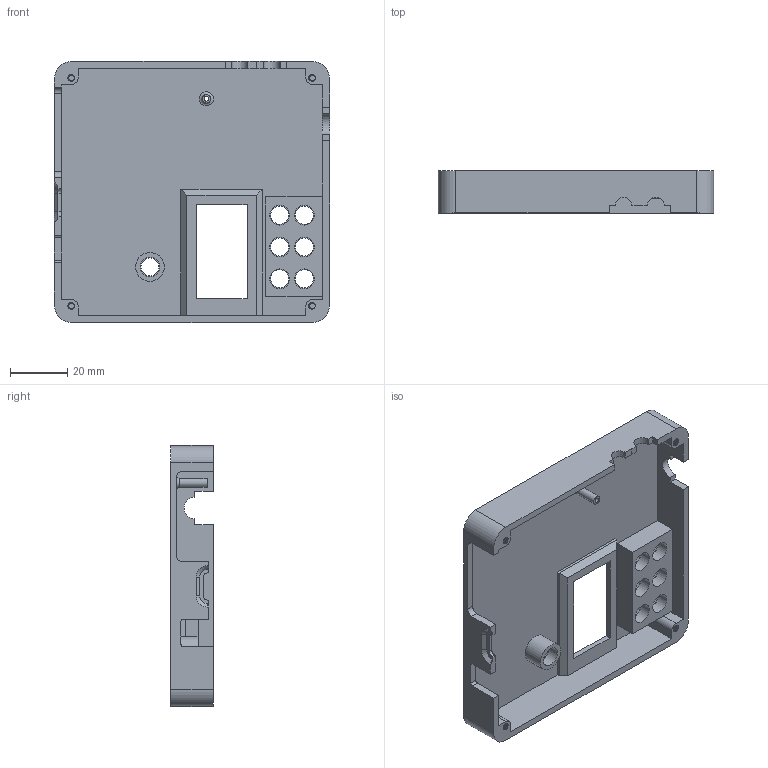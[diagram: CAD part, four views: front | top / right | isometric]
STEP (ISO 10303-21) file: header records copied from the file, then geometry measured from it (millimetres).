
FILE_DESCRIPTION(/* description */ (''),/* implementation_level */ '2;1');
FILE_NAME(/* name */ 'Mod17_revE_Top_Cover_With_Graphics.step',/* time_stamp */ '2023-07-10T07:38:22-04:00',/* author */ (''),/* organization */ (''),/* preprocessor_version */ 'ST-DEVELOPER v19.2',/* originating_system */ 'Autodesk Translation Framework v12.6.0.85',/* authorisation */ '');
FILE_SCHEMA (('AUTOMOTIVE_DESIGN { 1 0 10303 214 3 1 1 }'));
Length unit declared in the file: millimetre
Products named in the file (1): TopCover
Bounding box: 96 x 14.81 x 91.05 mm (x, y, z)
Volume: 31576.4 mm3; surface area: 27633.7 mm2
Topology: 1 solids, 1 shells, 562 faces, 1573 edges, 1046 vertices
Faces by surface type: plane 240, cylinder 222, bspline 97, cone 2, torus 1
Full cylindrical faces by diameter (mm): 1.626 x1, 2.075 x44, 2.58 x24, 3 x1, 6.3 x7, 6.9 x7, 10 x1
Entity records: 29387 total; most frequent: CARTESIAN_POINT 16139, ORIENTED_EDGE 3146, DIRECTION 2036, EDGE_CURVE 1573, VERTEX_POINT 1046, LINE 910, VECTOR 910, EDGE_LOOP 613
